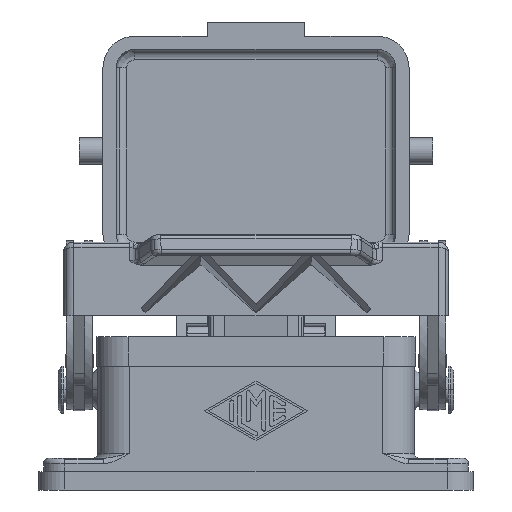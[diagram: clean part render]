
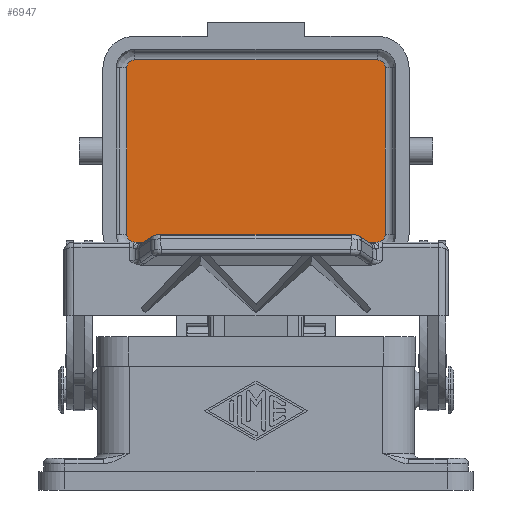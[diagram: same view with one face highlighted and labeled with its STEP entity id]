
A CAD part, front view. The second image highlights one B-rep face of the part: STEP entity #6947.
In plain terms, the highlighted planar face has unit normal (0, -1, 0).
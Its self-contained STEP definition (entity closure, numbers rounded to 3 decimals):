
#5223=CARTESIAN_POINT('',(24.5,44.25,80.));
#5224=VERTEX_POINT('',#5223);
#5232=CARTESIAN_POINT('',(24.5,44.25,48.5));
#5233=VERTEX_POINT('',#5232);
#5234=CARTESIAN_POINT('',(24.5,44.25,80.));
#5235=DIRECTION('',(0.0,0.0,-1.0));
#5236=VECTOR('',#5235,31.5);
#5237=LINE('',#5234,#5236);
#5238=EDGE_CURVE('',#5224,#5233,#5237,.T.);
#5265=CARTESIAN_POINT('',(23.0,44.25,47.));
#5266=VERTEX_POINT('',#5265);
#5274=CARTESIAN_POINT('',(-23.0,44.25,47.));
#5275=VERTEX_POINT('',#5274);
#5276=CARTESIAN_POINT('',(23.0,44.25,47.));
#5277=DIRECTION('',(-1.0,0.0,0.0));
#5278=VECTOR('',#5277,46.0);
#5279=LINE('',#5276,#5278);
#5280=EDGE_CURVE('',#5266,#5275,#5279,.T.);
#5307=CARTESIAN_POINT('',(-23.0,44.25,81.5));
#5308=VERTEX_POINT('',#5307);
#5316=CARTESIAN_POINT('',(23.0,44.25,81.5));
#5317=VERTEX_POINT('',#5316);
#5318=CARTESIAN_POINT('',(-23.0,44.25,81.5));
#5319=DIRECTION('',(1.0,0.0,0.0));
#5320=VECTOR('',#5319,46.0);
#5321=LINE('',#5318,#5320);
#5322=EDGE_CURVE('',#5308,#5317,#5321,.T.);
#5349=CARTESIAN_POINT('',(-24.5,44.25,48.5));
#5350=VERTEX_POINT('',#5349);
#5358=CARTESIAN_POINT('',(-24.5,44.25,80.));
#5359=VERTEX_POINT('',#5358);
#5360=CARTESIAN_POINT('',(-24.5,44.25,48.5));
#5361=DIRECTION('',(0.0,0.0,1.0));
#5362=VECTOR('',#5361,31.5);
#5363=LINE('',#5360,#5362);
#5364=EDGE_CURVE('',#5350,#5359,#5363,.T.);
#6462=CARTESIAN_POINT('',(-23.,44.25,80.0));
#6463=DIRECTION('',(0.,1.,0.));
#6464=DIRECTION('',(-0.707,0.,0.707));
#6465=AXIS2_PLACEMENT_3D('',#6462,#6463,#6464);
#6466=CIRCLE('',#6465,1.5);
#6467=EDGE_CURVE('',#5359,#5308,#6466,.T.);
#6602=CARTESIAN_POINT('',(-23.,44.25,48.5));
#6603=DIRECTION('',(0.,1.,0.));
#6604=DIRECTION('',(-0.707,0.,-0.707));
#6605=AXIS2_PLACEMENT_3D('',#6602,#6603,#6604);
#6606=CIRCLE('',#6605,1.5);
#6607=EDGE_CURVE('',#5275,#5350,#6606,.T.);
#6693=CARTESIAN_POINT('',(23.,44.25,80.0));
#6694=DIRECTION('',(0.,1.,0.));
#6695=DIRECTION('',(0.707,0.,0.707));
#6696=AXIS2_PLACEMENT_3D('',#6693,#6694,#6695);
#6697=CIRCLE('',#6696,1.5);
#6698=EDGE_CURVE('',#5317,#5224,#6697,.T.);
#6816=CARTESIAN_POINT('',(23.0,44.25,48.5));
#6817=DIRECTION('',(0.,1.0,0.));
#6818=DIRECTION('',(0.707,0.,-0.707));
#6819=AXIS2_PLACEMENT_3D('',#6816,#6817,#6818);
#6820=CIRCLE('',#6819,1.5);
#6821=EDGE_CURVE('',#5233,#5266,#6820,.T.);
#6932=CARTESIAN_POINT('',(0.,44.25,64.25));
#6933=DIRECTION('',(0.0,1.0,0.0));
#6934=DIRECTION('',(0.0,0.0,1.0));
#6935=AXIS2_PLACEMENT_3D('',#6932,#6933,#6934);
#6936=PLANE('',#6935);
#6937=ORIENTED_EDGE('',*,*,#6467,.F.);
#6938=ORIENTED_EDGE('',*,*,#5364,.F.);
#6939=ORIENTED_EDGE('',*,*,#6607,.F.);
#6940=ORIENTED_EDGE('',*,*,#5280,.F.);
#6941=ORIENTED_EDGE('',*,*,#6821,.F.);
#6942=ORIENTED_EDGE('',*,*,#5238,.F.);
#6943=ORIENTED_EDGE('',*,*,#6698,.F.);
#6944=ORIENTED_EDGE('',*,*,#5322,.F.);
#6945=EDGE_LOOP('',(#6937,#6938,#6939,#6940,#6941,#6942,#6943,#6944));
#6946=FACE_OUTER_BOUND('',#6945,.T.);
#6947=ADVANCED_FACE('',(#6946),#6936,.F.);
